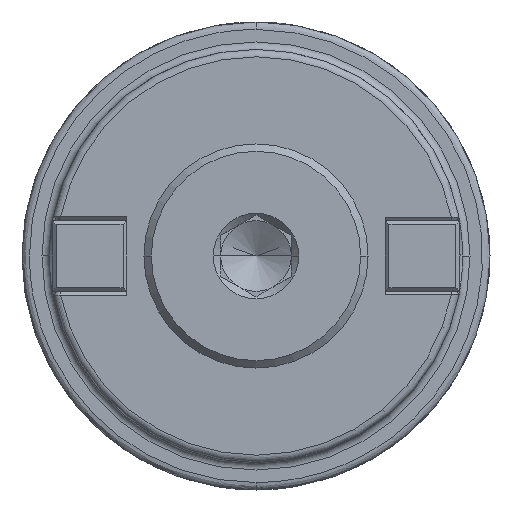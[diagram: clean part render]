
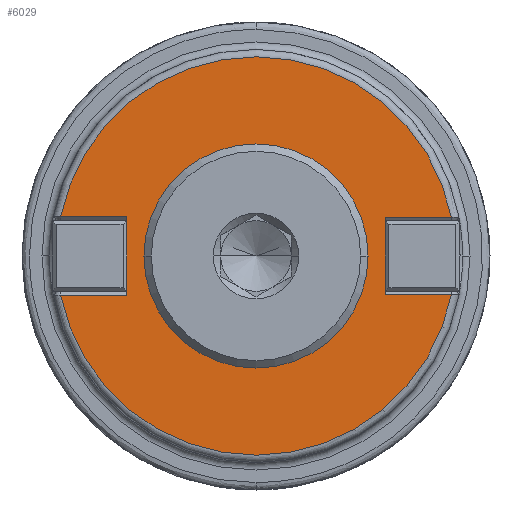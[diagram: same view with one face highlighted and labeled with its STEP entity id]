
A CAD part, front view. The second image highlights one B-rep face of the part: STEP entity #6029.
In plain terms, the highlighted planar face has unit normal (0, -1, 0).
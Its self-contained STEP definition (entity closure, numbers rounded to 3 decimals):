
#91 = VERTEX_POINT ( 'NONE', #5855 ) ;
#157 = CARTESIAN_POINT ( 'NONE',  ( 12.583, -100., 7.252 ) ) ;
#191 = CARTESIAN_POINT ( 'NONE',  ( -14.4, -100., 1.885 ) ) ;
#252 = CARTESIAN_POINT ( 'NONE',  ( -14.025, -100., -3.769 ) ) ;
#266 = EDGE_CURVE ( 'NONE', #10065, #3119, #462, .T. ) ;
#284 = CARTESIAN_POINT ( 'NONE',  ( 14.025, -100., -3.769 ) ) ;
#334 = CARTESIAN_POINT ( 'NONE',  ( 26.307, -100., -5.187 ) ) ;
#462 = LINE ( 'NONE', #10324, #9285 ) ;
#679 = FACE_OUTER_BOUND ( 'NONE', #3414, .T. ) ;
#706 = DIRECTION ( 'NONE',  ( -1., 0., 0. ) ) ;
#747 = LINE ( 'NONE', #1909, #1375 ) ;
#813 = EDGE_CURVE ( 'NONE', #7256, #9961, #5805, .T. ) ;
#1038 = CARTESIAN_POINT ( 'NONE',  ( 8.849, -100., 11.515 ) ) ;
#1115 = CARTESIAN_POINT ( 'NONE',  ( -11.515, -100., -8.849 ) ) ;
#1148 = CARTESIAN_POINT ( 'NONE',  ( 14.4, -100., 0. ) ) ;
#1220 = FACE_BOUND ( 'NONE', #1966, .T. ) ;
#1282 = ORIENTED_EDGE ( 'NONE', *, *, #813, .T. ) ;
#1297 = VERTEX_POINT ( 'NONE', #4437 ) ;
#1375 = VECTOR ( 'NONE', #7666, 1000. ) ;
#1589 = CARTESIAN_POINT ( 'NONE',  ( 12.7, -100., 0. ) ) ;
#1642 = EDGE_CURVE ( 'NONE', #4619, #9961, #2957, .T. ) ;
#1890 = CARTESIAN_POINT ( 'NONE',  ( 3.769, -100., 14.025 ) ) ;
#1909 = CARTESIAN_POINT ( 'NONE',  ( 12.7, -100., -5.265 ) ) ;
#1927 = VECTOR ( 'NONE', #4964, 1000. ) ;
#1966 = EDGE_LOOP ( 'NONE', ( #7911, #6682 ) ) ;
#1967 = CARTESIAN_POINT ( 'NONE',  ( -7.252, -100., -12.583 ) ) ;
#2271 = CARTESIAN_POINT ( 'NONE',  ( 17.4, -100., 0. ) ) ;
#2679 = EDGE_CURVE ( 'NONE', #4619, #7127, #747, .T. ) ;
#2713 = CARTESIAN_POINT ( 'NONE',  ( -1.885, -100., 14.4 ) ) ;
#2775 = CARTESIAN_POINT ( 'NONE',  ( 17.4, -100., 5.187 ) ) ;
#2794 = CARTESIAN_POINT ( 'NONE',  ( -1.885, -100., -14.4 ) ) ;
#2841 = EDGE_CURVE ( 'NONE', #1297, #7256, #8906, .T. ) ;
#2957 = LINE ( 'NONE', #10474, #1927 ) ;
#3057 = DIRECTION ( 'NONE',  ( 0., -1., 0. ) ) ;
#3119 = VERTEX_POINT ( 'NONE', #4621 ) ;
#3408 = AXIS2_PLACEMENT_3D ( 'NONE', #7967, #3057, #8742 ) ;
#3414 = EDGE_LOOP ( 'NONE', ( #5042, #1282, #8988, #4447, #6222, #8761, #6750, #3470 ) ) ;
#3470 = ORIENTED_EDGE ( 'NONE', *, *, #4975, .T. ) ;
#3511 = CARTESIAN_POINT ( 'NONE',  ( 14.4, -100., 0. ) ) ;
#3545 = CARTESIAN_POINT ( 'NONE',  ( -7.252, -100., 12.583 ) ) ;
#3585 = CARTESIAN_POINT ( 'NONE',  ( -14.4, -100., 0. ) ) ;
#3619 = CARTESIAN_POINT ( 'NONE',  ( 3.769, -100., -14.025 ) ) ;
#3652 = CARTESIAN_POINT ( 'NONE',  ( -26.291, -100., 5.265 ) ) ;
#3693 = VECTOR ( 'NONE', #6783, 1000. ) ;
#3762 = VERTEX_POINT ( 'NONE', #5449 ) ;
#3873 = B_SPLINE_CURVE_WITH_KNOTS ( 'NONE', 3,
 ( #3511, #9959, #5162, #157, #6007, #1038, #6824, #1890, #7645, #2713, #8442, #3545, #9205, #4358, #9992, #5198, #191, #6034 ),
 .UNSPECIFIED., .F., .F.,
 ( 4, 2, 2, 2, 2, 2, 2, 2, 4 ),
 ( 0., 0.062, 0.125, 0.187, 0.25, 0.312, 0.375, 0.437, 0.5 ),
 .UNSPECIFIED. ) ;
#3962 = VECTOR ( 'NONE', #4204, 1000. ) ;
#4113 = VERTEX_POINT ( 'NONE', #2775 ) ;
#4204 = DIRECTION ( 'NONE',  ( 1., 0., 0. ) ) ;
#4278 = CARTESIAN_POINT ( 'NONE',  ( 26.386, -100., 5.187 ) ) ;
#4358 = CARTESIAN_POINT ( 'NONE',  ( -11.515, -100., 8.849 ) ) ;
#4373 = CARTESIAN_POINT ( 'NONE',  ( -14.4, -100., -1.885 ) ) ;
#4437 = CARTESIAN_POINT ( 'NONE',  ( 26.307, -100., 5.187 ) ) ;
#4442 = CARTESIAN_POINT ( 'NONE',  ( 8.849, -100., -11.515 ) ) ;
#4447 = ORIENTED_EDGE ( 'NONE', *, *, #2679, .T. ) ;
#4450 = CIRCLE ( 'NONE', #3408, 26.813 ) ;
#4619 = VERTEX_POINT ( 'NONE', #8617 ) ;
#4621 = CARTESIAN_POINT ( 'NONE',  ( 17.4, -100., -5.187 ) ) ;
#4900 = DIRECTION ( 'NONE',  ( 0., 1., 0. ) ) ;
#4964 = DIRECTION ( 'NONE',  ( 0., 0., 1. ) ) ;
#4975 = EDGE_CURVE ( 'NONE', #4113, #1297, #5908, .T. ) ;
#5042 = ORIENTED_EDGE ( 'NONE', *, *, #2841, .T. ) ;
#5162 = CARTESIAN_POINT ( 'NONE',  ( 14.025, -100., 3.769 ) ) ;
#5198 = CARTESIAN_POINT ( 'NONE',  ( -14.025, -100., 3.769 ) ) ;
#5283 = CARTESIAN_POINT ( 'NONE',  ( 12.583, -100., -7.252 ) ) ;
#5449 = CARTESIAN_POINT ( 'NONE',  ( 14.4, -100., 0. ) ) ;
#5523 = EDGE_CURVE ( 'NONE', #91, #3762, #10250, .T. ) ;
#5620 = VECTOR ( 'NONE', #10358, 1000. ) ;
#5679 = DIRECTION ( 'NONE',  ( 0., -1., 0. ) ) ;
#5754 = EDGE_CURVE ( 'NONE', #7127, #10065, #4450, .T. ) ;
#5805 = LINE ( 'NONE', #8199, #3962 ) ;
#5855 = CARTESIAN_POINT ( 'NONE',  ( -14.4, -100., 0. ) ) ;
#5900 = EDGE_CURVE ( 'NONE', #4113, #3119, #10347, .T. ) ;
#5908 = LINE ( 'NONE', #4278, #3693 ) ;
#6007 = CARTESIAN_POINT ( 'NONE',  ( 11.515, -100., 8.849 ) ) ;
#6029 = ADVANCED_FACE ( 'NONE', ( #1220, #679 ), #9731, .F. ) ;
#6034 = CARTESIAN_POINT ( 'NONE',  ( -14.4, -100., 0. ) ) ;
#6081 = CARTESIAN_POINT ( 'NONE',  ( -12.583, -100., -7.252 ) ) ;
#6124 = CARTESIAN_POINT ( 'NONE',  ( 14.4, -100., -1.885 ) ) ;
#6222 = ORIENTED_EDGE ( 'NONE', *, *, #5754, .T. ) ;
#6301 = CARTESIAN_POINT ( 'NONE',  ( -26.291, -100., -5.265 ) ) ;
#6682 = ORIENTED_EDGE ( 'NONE', *, *, #5523, .F. ) ;
#6750 = ORIENTED_EDGE ( 'NONE', *, *, #5900, .F. ) ;
#6783 = DIRECTION ( 'NONE',  ( 1., 0., 0. ) ) ;
#6824 = CARTESIAN_POINT ( 'NONE',  ( 7.252, -100., 12.583 ) ) ;
#6881 = CARTESIAN_POINT ( 'NONE',  ( -17.4, -100., 5.265 ) ) ;
#6909 = CARTESIAN_POINT ( 'NONE',  ( -8.849, -100., -11.515 ) ) ;
#7127 = VERTEX_POINT ( 'NONE', #6301 ) ;
#7256 = VERTEX_POINT ( 'NONE', #3652 ) ;
#7645 = CARTESIAN_POINT ( 'NONE',  ( 1.885, -100., 14.4 ) ) ;
#7666 = DIRECTION ( 'NONE',  ( -1., 0., 0. ) ) ;
#7720 = CARTESIAN_POINT ( 'NONE',  ( -3.769, -100., -14.025 ) ) ;
#7911 = ORIENTED_EDGE ( 'NONE', *, *, #9420, .F. ) ;
#7967 = CARTESIAN_POINT ( 'NONE',  ( 0., -100., 0. ) ) ;
#8199 = CARTESIAN_POINT ( 'NONE',  ( 12.7, -100., 5.265 ) ) ;
#8442 = CARTESIAN_POINT ( 'NONE',  ( -3.769, -100., 14.025 ) ) ;
#8507 = CARTESIAN_POINT ( 'NONE',  ( 1.885, -100., -14.4 ) ) ;
#8617 = CARTESIAN_POINT ( 'NONE',  ( -17.4, -100., -5.265 ) ) ;
#8742 = DIRECTION ( 'NONE',  ( -1., 0., 0. ) ) ;
#8761 = ORIENTED_EDGE ( 'NONE', *, *, #266, .T. ) ;
#8906 = CIRCLE ( 'NONE', #9877, 26.813 ) ;
#8988 = ORIENTED_EDGE ( 'NONE', *, *, #1642, .F. ) ;
#9205 = CARTESIAN_POINT ( 'NONE',  ( -8.849, -100., 11.515 ) ) ;
#9274 = CARTESIAN_POINT ( 'NONE',  ( 7.252, -100., -12.583 ) ) ;
#9285 = VECTOR ( 'NONE', #10517, 1000. ) ;
#9420 = EDGE_CURVE ( 'NONE', #3762, #91, #3873, .T. ) ;
#9731 = PLANE ( 'NONE',  #10389 ) ;
#9877 = AXIS2_PLACEMENT_3D ( 'NONE', #10439, #5679, #706 ) ;
#9959 = CARTESIAN_POINT ( 'NONE',  ( 14.4, -100., 1.885 ) ) ;
#9961 = VERTEX_POINT ( 'NONE', #6881 ) ;
#9992 = CARTESIAN_POINT ( 'NONE',  ( -12.583, -100., 7.252 ) ) ;
#10061 = CARTESIAN_POINT ( 'NONE',  ( 11.515, -100., -8.849 ) ) ;
#10065 = VERTEX_POINT ( 'NONE', #334 ) ;
#10250 = B_SPLINE_CURVE_WITH_KNOTS ( 'NONE', 3,
 ( #3585, #4373, #252, #6081, #1115, #6909, #1967, #7720, #2794, #8507, #3619, #9274, #4442, #10061, #5283, #284, #6124, #1148 ),
 .UNSPECIFIED., .F., .F.,
 ( 4, 2, 2, 2, 2, 2, 2, 2, 4 ),
 ( 0.5, 0.563, 0.625, 0.688, 0.75, 0.813, 0.875, 0.938, 1. ),
 .UNSPECIFIED. ) ;
#10324 = CARTESIAN_POINT ( 'NONE',  ( 17.4, -100., -5.187 ) ) ;
#10347 = LINE ( 'NONE', #2271, #5620 ) ;
#10358 = DIRECTION ( 'NONE',  ( 0., 0., -1. ) ) ;
#10389 = AXIS2_PLACEMENT_3D ( 'NONE', #1589, #4900, #10485 ) ;
#10439 = CARTESIAN_POINT ( 'NONE',  ( 0., -100., 0. ) ) ;
#10474 = CARTESIAN_POINT ( 'NONE',  ( -17.4, -100., 0. ) ) ;
#10485 = DIRECTION ( 'NONE',  ( -1., 0., 0. ) ) ;
#10517 = DIRECTION ( 'NONE',  ( -1., 0., 0. ) ) ;
